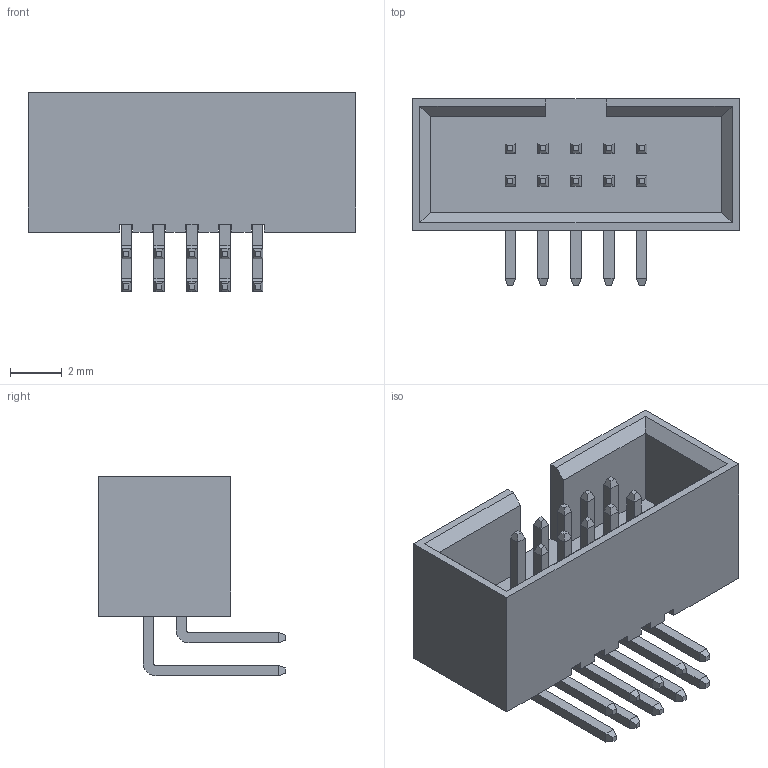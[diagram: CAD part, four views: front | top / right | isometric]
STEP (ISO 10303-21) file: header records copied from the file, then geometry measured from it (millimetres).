
FILE_DESCRIPTION (( 'STEP AP214' ), '1' );
FILE_NAME ('3220-10-0200-00.STEP', '2024-06-23T19:05:38', ( '' ), ( '' ), 'SwSTEP 2.0', 'SolidWorks 2021', '' );
FILE_SCHEMA (( 'AUTOMOTIVE_DESIGN' ));
Length unit declared in the file: millimetre
Products named in the file (3): Pin^3220-xx-0200-00; 3220-xx-0200-00 body_10; 3220-10-0200-00
Assembly tree (6 placements, depth 2):
  3220-10-0200-00
    3220-xx-0200-00 body_10
    Pin^3220-xx-0200-00  x5
Bounding box: 12.65 x 7.2 x 7.7 mm (x, y, z)
Volume: 205.5 mm3; surface area: 618.6 mm2
Topology: 11 solids, 11 shells, 263 faces, 636 edges, 396 vertices
Faces by surface type: plane 243, cylinder 20
Entity records: 3789 total; most frequent: CARTESIAN_POINT 648, ORIENTED_EDGE 632, DIRECTION 580, EDGE_CURVE 316, LINE 308, VECTOR 308, VERTEX_POINT 204, EDGE_LOOP 140
